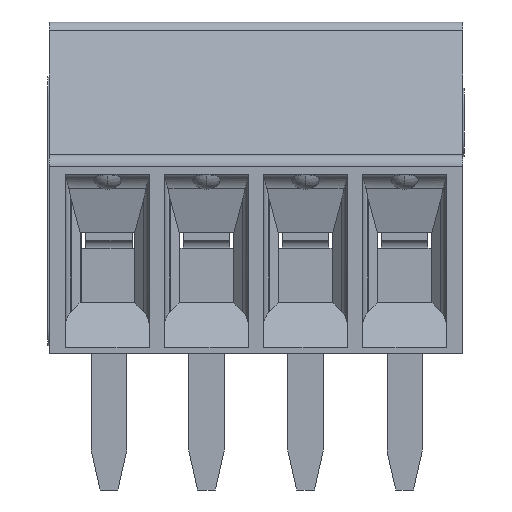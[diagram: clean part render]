
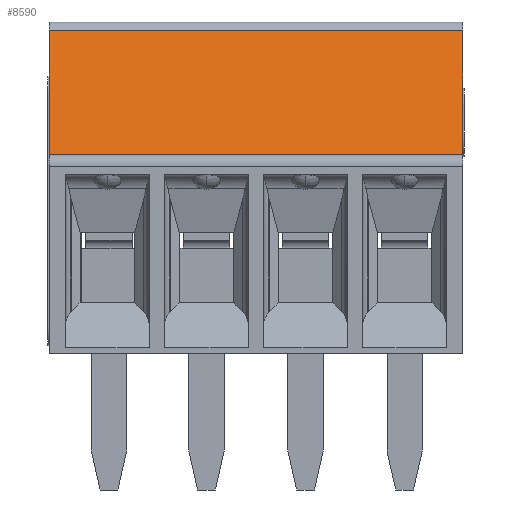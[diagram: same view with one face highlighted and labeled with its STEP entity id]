
A CAD part, front view. The second image highlights one B-rep face of the part: STEP entity #8590.
In plain terms, the highlighted planar face has unit normal (0, -0.966, 0.259).
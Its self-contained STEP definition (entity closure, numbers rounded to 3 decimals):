
#8590=ADVANCED_FACE('',(#18725),#18726,.T.);
#9172=VERTEX_POINT('',#19533);
#9176=VERTEX_POINT('',#19538);
#9178=EDGE_CURVE('',#9176,#9172,#19540,.T.);
#9660=VERTEX_POINT('',#20107);
#9662=EDGE_CURVE('',#9176,#9660,#20109,.T.);
#10748=VERTEX_POINT('',#21195);
#10750=EDGE_CURVE('',#9660,#10748,#21197,.T.);
#12878=EDGE_CURVE('',#10748,#9172,#23325,.T.);
#18725=FACE_OUTER_BOUND('',#30710,.T.);
#18726=PLANE('',#30711);
#19533=CARTESIAN_POINT('',(-0.04,1.59,8.278));
#19538=CARTESIAN_POINT('',(10.56,1.59,8.278));
#19540=LINE('',#31609,#31610);
#20107=CARTESIAN_POINT('',(10.56,0.739,5.1));
#20109=LINE('',#34483,#34484);
#21195=CARTESIAN_POINT('',(-0.04,0.739,5.1));
#21197=LINE('',#36808,#36809);
#23325=LINE('',#40213,#40214);
#30710=EDGE_LOOP('',(#49678,#49679,#49680,#49681));
#30711=AXIS2_PLACEMENT_3D('',#49682,#49683,#49684);
#31609=CARTESIAN_POINT('',(3.99,1.59,8.278));
#31610=VECTOR('',#51927,1.0);
#34483=CARTESIAN_POINT('',(10.56,1.59,8.278));
#34484=VECTOR('',#52157,1.0);
#36808=CARTESIAN_POINT('',(10.56,0.739,5.1));
#36809=VECTOR('',#52541,1.0);
#40213=CARTESIAN_POINT('',(-0.04,0.739,5.1));
#40214=VECTOR('',#53188,1.0);
#49678=ORIENTED_EDGE('',*,*,#10750,.F.);
#49679=ORIENTED_EDGE('',*,*,#9662,.F.);
#49680=ORIENTED_EDGE('',*,*,#9178,.T.);
#49681=ORIENTED_EDGE('',*,*,#12878,.F.);
#49682=CARTESIAN_POINT('',(1.487,0.718,5.021));
#49683=DIRECTION('',(0.0,-0.966,0.259));
#49684=DIRECTION('',(0.0,-0.259,-0.966));
#51927=DIRECTION('',(-1.0,0.0,0.0));
#52157=DIRECTION('',(0.0,-0.259,-0.966));
#52541=DIRECTION('',(-1.0,0.0,0.0));
#53188=DIRECTION('',(0.0,0.259,0.966));
